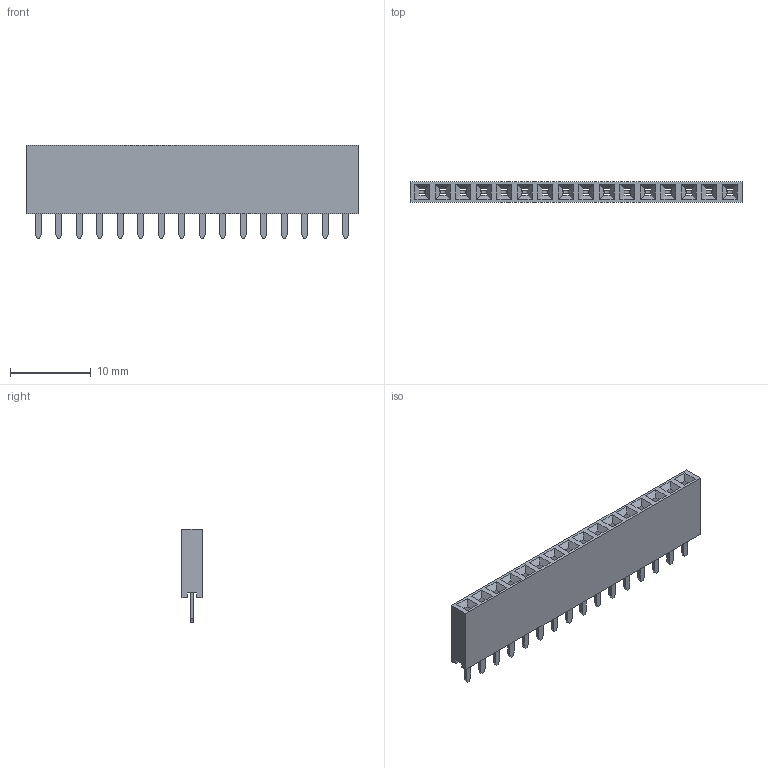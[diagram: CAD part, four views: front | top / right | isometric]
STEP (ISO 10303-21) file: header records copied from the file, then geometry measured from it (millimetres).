
FILE_DESCRIPTION(/* description */ (''),/* implementation_level */ '2;1');
FILE_NAME(/* name */ '61301611821',/* time_stamp */ '2024-02-01T17:05:02+01:00',/* author */ ('WE France'),/* organization */ (''),/* preprocessor_version */ 'ST-DEVELOPER v18.104',/* originating_system */ 'Solid Edge',/* authorisation */ 'Unknown');
FILE_SCHEMA (('AUTOMOTIVE_DESIGN {1 0 10303 214 3 1 1}'));
Length unit declared in the file: millimetre
Products named in the file (3): 6130xx11821; 61301611821; 6130xx11821_PIN
Assembly tree (17 placements, depth 2):
  6130xx11821
    61301611821
    6130xx11821_PIN  x16
Bounding box: 41.14 x 2.5 x 11.6 mm (x, y, z)
Volume: 685.5 mm3; surface area: 2220.9 mm2
Topology: 17 solids, 17 shells, 650 faces, 1720 edges, 1136 vertices
Faces by surface type: plane 474, cylinder 144, torus 32
Entity records: 6162 total; most frequent: CARTESIAN_POINT 1058, ORIENTED_EDGE 1032, DIRECTION 974, EDGE_CURVE 516, LINE 494, VECTOR 494, VERTEX_POINT 324, AXIS2_PLACEMENT_3D 240
